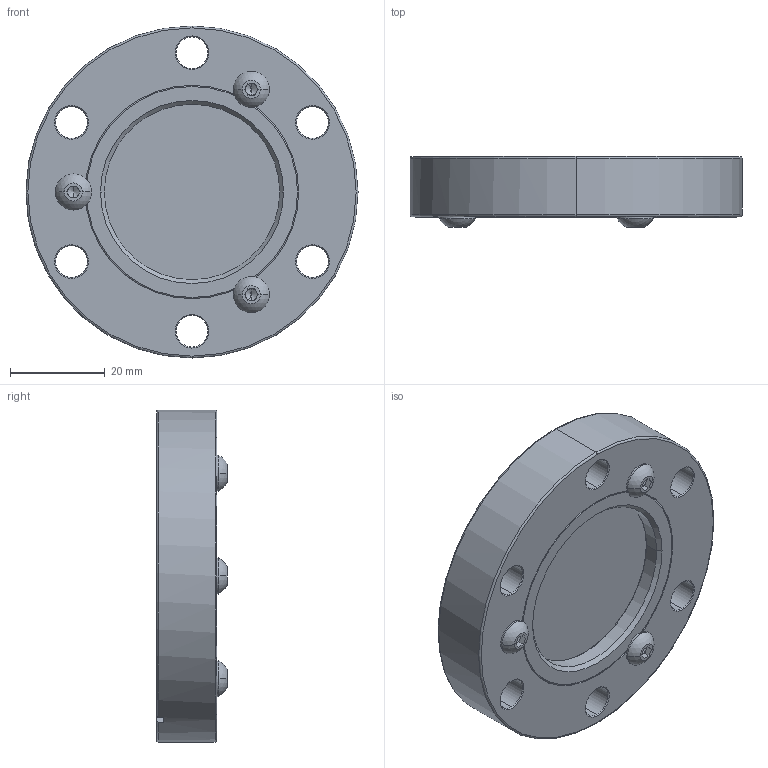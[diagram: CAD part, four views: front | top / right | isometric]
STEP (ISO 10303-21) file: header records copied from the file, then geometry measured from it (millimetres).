
FILE_DESCRIPTION (( 'STEP AP214' ), '1' );
FILE_NAME ('Hositrad_HVPEX-1500.STEP', '2018-07-25T13:56:11', ( '' ), ( '' ), 'SwSTEP 2.0', 'SolidWorks 2018', '' );
FILE_SCHEMA (( 'AUTOMOTIVE_DESIGN' ));
Length unit declared in the file: millimetre
Products named in the file (6): socket button head screw_iso_ISO 7380 - M4 x 8 --- 8N; CF35-ExchangableVP; ClampingRing; Glass-All_40; O-ring-All_O-ring 40; Hositrad_HVPEX-1500
Assembly tree (7 placements, depth 2):
  Hositrad_HVPEX-1500
    CF35-ExchangableVP
    Glass-All_40
    O-ring-All_O-ring 40
    ClampingRing
    socket button head screw_iso_ISO 7380 - M4 x 8 --- 8N  x3
Bounding box: 70 x 14.9 x 70 mm (x, y, z)
Volume: 37051.4 mm3; surface area: 18297.8 mm2
Topology: 7 solids, 7 shells, 186 faces, 413 edges, 238 vertices
Faces by surface type: plane 57, cone 50, cylinder 46, torus 27, sphere 6
Entity records: 3969 total; most frequent: DIRECTION 738, CARTESIAN_POINT 605, ORIENTED_EDGE 570, AXIS2_PLACEMENT_3D 313, EDGE_CURVE 285, CIRCLE 171, VERTEX_POINT 168, EDGE_LOOP 155
